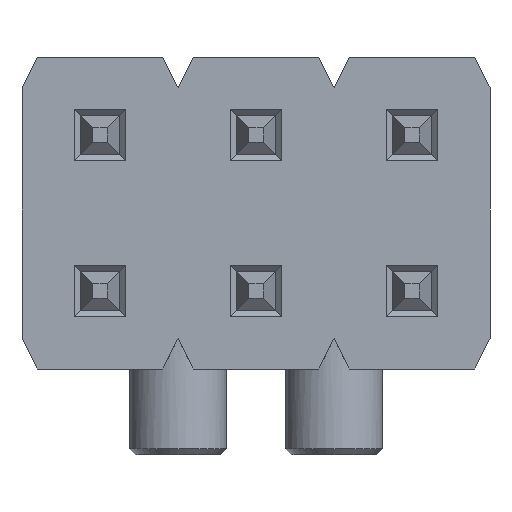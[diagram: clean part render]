
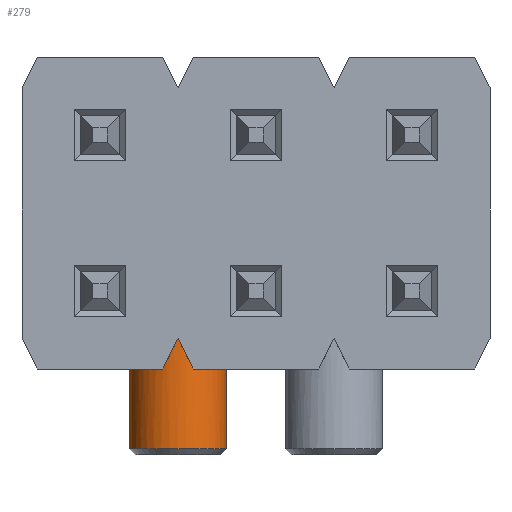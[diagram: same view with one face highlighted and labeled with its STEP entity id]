
A CAD part, front view. The second image highlights one B-rep face of the part: STEP entity #279.
In plain terms, the highlighted cylindrical face has radius 0.79 mm (diameter 1.58 mm), a partial arc.
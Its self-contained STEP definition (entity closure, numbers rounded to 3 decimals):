
#279=ADVANCED_FACE('',(#710),#711,.T.);
#710=FACE_OUTER_BOUND('',#1270,.T.);
#711=CYLINDRICAL_SURFACE('',#1271,0.79);
#1270=EDGE_LOOP('',(#2706,#2707,#2708,#2709,#2710,#2711,#2712));
#1271=AXIS2_PLACEMENT_3D('',#2713,#2714,#2715);
#2706=ORIENTED_EDGE('',*,*,#4020,.F.);
#2707=ORIENTED_EDGE('',*,*,#4021,.T.);
#2708=ORIENTED_EDGE('',*,*,#4022,.F.);
#2709=ORIENTED_EDGE('',*,*,#4023,.F.);
#2710=ORIENTED_EDGE('',*,*,#4024,.T.);
#2711=ORIENTED_EDGE('',*,*,#4025,.T.);
#2712=ORIENTED_EDGE('',*,*,#4026,.F.);
#2713=CARTESIAN_POINT('',(-1.27,0.,-2.04));
#2714=DIRECTION('',(0.0,0.0,-1.0));
#2715=DIRECTION('',(-1.0,0.0,0.0));
#4020=EDGE_CURVE('',#4896,#4897,#4898,.T.);
#4021=EDGE_CURVE('',#4896,#4899,#4900,.T.);
#4022=EDGE_CURVE('',#4901,#4899,#4902,.T.);
#4023=EDGE_CURVE('',#4903,#4901,#4904,.T.);
#4024=EDGE_CURVE('',#4903,#4905,#4906,.F.);
#4025=EDGE_CURVE('',#4905,#4907,#4908,.F.);
#4026=EDGE_CURVE('',#4897,#4907,#4909,.T.);
#4896=VERTEX_POINT('',#6268);
#4897=VERTEX_POINT('',#6269);
#4898=LINE('',#6270,#6271);
#4899=VERTEX_POINT('',#6272);
#4900=CIRCLE('',#6273,0.79);
#4901=VERTEX_POINT('',#6274);
#4902=LINE('',#6275,#6276);
#4903=VERTEX_POINT('',#6277);
#4904=CIRCLE('',#6278,0.79);
#4905=VERTEX_POINT('',#6279);
#4906=ELLIPSE('',#6280,1.766,0.79);
#4907=VERTEX_POINT('',#6281);
#4908=ELLIPSE('',#6282,1.766,0.79);
#4909=CIRCLE('',#6283,0.79);
#6268=CARTESIAN_POINT('',(-2.06,0.,-3.84));
#6269=CARTESIAN_POINT('',(-2.06,0.,-2.54));
#6270=CARTESIAN_POINT('',(-2.06,0.,-2.04));
#6271=VECTOR('',#7478,1.0);
#6272=CARTESIAN_POINT('',(-0.48,0.,-3.84));
#6273=AXIS2_PLACEMENT_3D('',#7479,#7480,#7481);
#6274=CARTESIAN_POINT('',(-0.48,0.,-2.54));
#6275=CARTESIAN_POINT('',(-0.48,0.,-2.04));
#6276=VECTOR('',#7482,1.0);
#6277=CARTESIAN_POINT('',(-1.02,-0.749,-2.54));
#6278=AXIS2_PLACEMENT_3D('',#7483,#7484,#7485);
#6279=CARTESIAN_POINT('',(-1.27,-0.79,-2.04));
#6280=AXIS2_PLACEMENT_3D('',#7486,#7487,#7488);
#6281=CARTESIAN_POINT('',(-1.52,-0.749,-2.54));
#6282=AXIS2_PLACEMENT_3D('',#7489,#7490,#7491);
#6283=AXIS2_PLACEMENT_3D('',#7492,#7493,#7494);
#7478=DIRECTION('',(-0.0,-0.0,1.0));
#7479=CARTESIAN_POINT('',(-1.27,0.,-3.84));
#7480=DIRECTION('',(0.0,0.0,1.0));
#7481=DIRECTION('',(1.0,0.0,0.0));
#7482=DIRECTION('',(0.0,0.0,-1.0));
#7483=CARTESIAN_POINT('',(-1.27,0.,-2.54));
#7484=DIRECTION('',(0.0,0.0,1.0));
#7485=DIRECTION('',(-1.0,0.0,0.0));
#7486=CARTESIAN_POINT('',(-1.27,0.,-2.04));
#7487=DIRECTION('',(0.894,0.0,0.447));
#7488=DIRECTION('',(0.447,0.0,-0.894));
#7489=CARTESIAN_POINT('',(-1.27,0.,-2.04));
#7490=DIRECTION('',(-0.894,0.0,0.447));
#7491=DIRECTION('',(-0.447,0.0,-0.894));
#7492=CARTESIAN_POINT('',(-1.27,0.,-2.54));
#7493=DIRECTION('',(0.0,0.0,1.0));
#7494=DIRECTION('',(-1.0,0.0,0.0));
